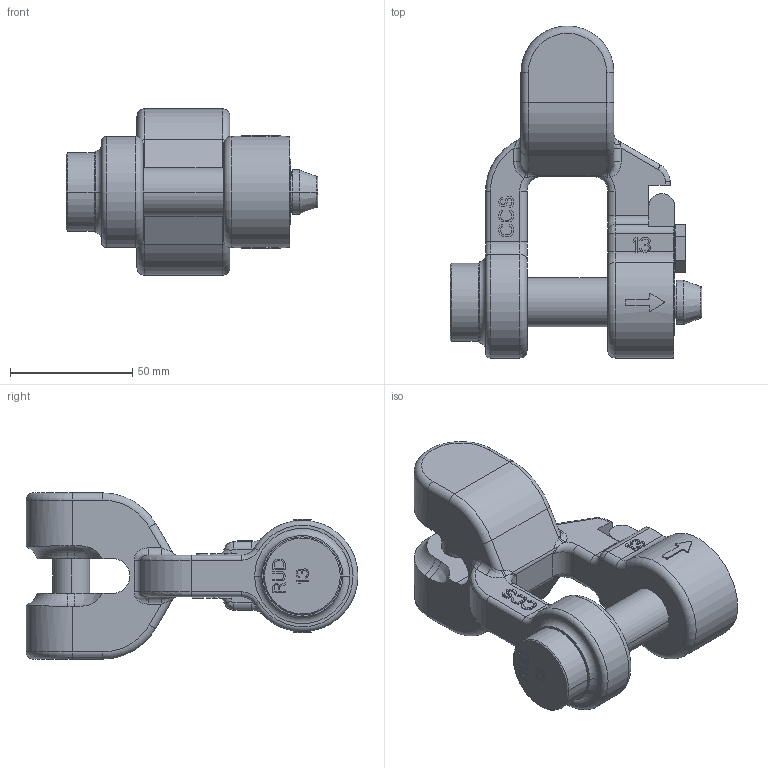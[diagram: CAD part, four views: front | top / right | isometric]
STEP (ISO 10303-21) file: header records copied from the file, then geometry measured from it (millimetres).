
FILE_DESCRIPTION((''),'2;1');
FILE_NAME('001-M36257-P-01_ASM','2024-09-24T13:58:28',('Tristan.Roth'),(''),'CREO PARAMETRIC BY PTC INC, 2022162','CREO PARAMETRIC BY PTC INC, 2022162','');
FILE_SCHEMA(('AP242_MANAGED_MODEL_BASED_3D_ENGINEERING_MIM_LF { 1 0 10303 442 1 1 4 }'));
Length unit declared in the file: millimetre
Products named in the file (3): 001-M36168-P-1; 001-M36168-P-2; 001-M36257-P-01_ASM
Assembly tree (2 placements, depth 2):
  001-M36257-P-01_ASM
    001-M36168-P-1
    001-M36168-P-2
Bounding box: 103 x 135.75 x 68 mm (x, y, z)
Volume: 230335.1 mm3; surface area: 48083.7 mm2
Topology: 2 solids, 2 shells, 838 faces, 2313 edges, 1514 vertices
Faces by surface type: plane 668, cylinder 99, torus 33, bspline 32, cone 6
Entity records: 28049 total; most frequent: CARTESIAN_POINT 6629, ORIENTED_EDGE 4626, DIRECTION 4080, EDGE_CURVE 2313, VECTOR 1964, LINE 1964, VERTEX_POINT 1514, AXIS2_PLACEMENT_3D 1058
